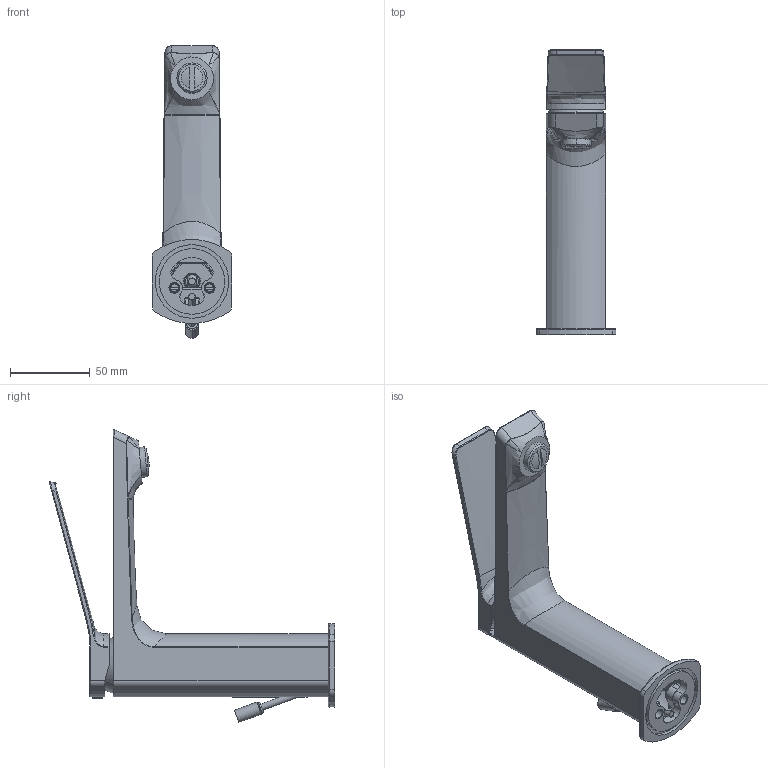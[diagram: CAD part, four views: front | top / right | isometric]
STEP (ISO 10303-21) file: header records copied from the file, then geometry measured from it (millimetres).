
FILE_DESCRIPTION((''),'2;1');
FILE_NAME('TI075CR','2021-11-09T08:08:18',('ut3'),('PAFFONI SpA'),'CREO PARAMETRIC BY PTC INC, 2020044','CREO PARAMETRIC BY PTC INC, 2020044','');
FILE_SCHEMA(('CONFIG_CONTROL_DESIGN','SHAPE_APPEARANCE_LAYERS_GROUPS'));
Length unit declared in the file: millimetre
Products named in the file (1): TI075CR
Bounding box: 50 x 178.31 x 182.99 mm (x, y, z)
Volume: 120584.4 mm3; surface area: 79668.6 mm2
Topology: 3 solids, 3 shells, 573 faces, 1333 edges, 779 vertices
Faces by surface type: cylinder 199, bspline 118, plane 115, torus 48, cone 47, sphere 46
Entity records: 29682 total; most frequent: CARTESIAN_POINT 13475, ORIENTED_EDGE 2654, DIRECTION 2523, EDGE_CURVE 1327, AXIS2_PLACEMENT_3D 1035, VERTEX_POINT 779, EDGE_LOOP 618, CIRCLE 580
